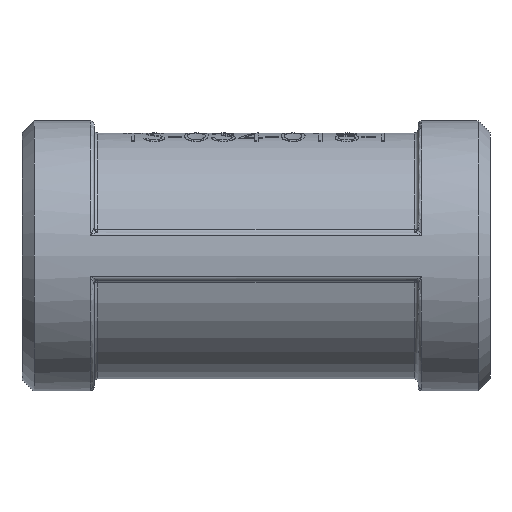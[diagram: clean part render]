
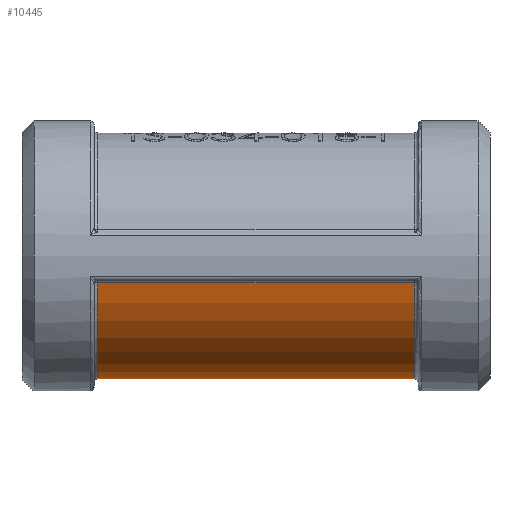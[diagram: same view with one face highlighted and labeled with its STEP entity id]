
A CAD part, front view. The second image highlights one B-rep face of the part: STEP entity #10445.
In plain terms, the highlighted cylindrical face has radius 10.25 mm (diameter 20.5 mm), a partial arc.
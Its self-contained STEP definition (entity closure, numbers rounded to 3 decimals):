
#56 = B_SPLINE_CURVE_WITH_KNOTS ( 'NONE', 3,
 ( #20338, #20339, #20348, #20355, #20323, #20351, #20360 ),
 .UNSPECIFIED., .F., .F.,
 ( 4, 1, 1, 1, 4 ),
 ( 0., 0.286, 0.571, 0.857, 1. ),
 .UNSPECIFIED. ) ;
#120 = B_SPLINE_CURVE_WITH_KNOTS ( 'NONE', 3,
 ( #20650, #20668, #20665, #20655, #20651, #20662 ),
 .UNSPECIFIED., .F., .F.,
 ( 4, 1, 1, 4 ),
 ( 0., 0.286, 0.571, 1. ),
 .UNSPECIFIED. ) ;
#572 = VERTEX_POINT ( 'NONE', #25031 ) ;
#578 = VERTEX_POINT ( 'NONE', #25053 ) ;
#579 = VERTEX_POINT ( 'NONE', #25033 ) ;
#585 = VERTEX_POINT ( 'NONE', #25054 ) ;
#599 = VERTEX_POINT ( 'NONE', #24984 ) ;
#606 = VERTEX_POINT ( 'NONE', #25020 ) ;
#2203 = VERTEX_POINT ( 'NONE', #25301 ) ;
#2464 = EDGE_LOOP ( 'NONE', ( #2529, #2593, #2613, #2603, #2623, #2614, #2597 ) ) ;
#2529 = ORIENTED_EDGE ( 'NONE', *, *, #10036, .F. ) ;
#2593 = ORIENTED_EDGE ( 'NONE', *, *, #10004, .F. ) ;
#2597 = ORIENTED_EDGE ( 'NONE', *, *, #9944, .F. ) ;
#2603 = ORIENTED_EDGE ( 'NONE', *, *, #9974, .F. ) ;
#2613 = ORIENTED_EDGE ( 'NONE', *, *, #10021, .F. ) ;
#2614 = ORIENTED_EDGE ( 'NONE', *, *, #9991, .F. ) ;
#2623 = ORIENTED_EDGE ( 'NONE', *, *, #10067, .F. ) ;
#7906 = VECTOR ( 'NONE', #20250, 1000. ) ;
#7912 = VECTOR ( 'NONE', #20164, 1000. ) ;
#7958 = CIRCLE ( 'NONE', #7977, 10.25 ) ;
#7977 = AXIS2_PLACEMENT_3D ( 'NONE', #20531, #20515, #20521 ) ;
#7986 = CIRCLE ( 'NONE', #7994, 10.25 ) ;
#7994 = AXIS2_PLACEMENT_3D ( 'NONE', #20462, #20465, #20485 ) ;
#8002 = VECTOR ( 'NONE', #20408, 1000. ) ;
#8402 = AXIS2_PLACEMENT_3D ( 'NONE', #12203, #12234, #12228 ) ;
#9944 = EDGE_CURVE ( 'NONE', #572, #2203, #20100, .T. ) ;
#9974 = EDGE_CURVE ( 'NONE', #579, #585, #20248, .T. ) ;
#9991 = EDGE_CURVE ( 'NONE', #2203, #599, #56, .T. ) ;
#10004 = EDGE_CURVE ( 'NONE', #578, #606, #20375, .T. ) ;
#10021 = EDGE_CURVE ( 'NONE', #585, #578, #7986, .T. ) ;
#10036 = EDGE_CURVE ( 'NONE', #606, #572, #7958, .T. ) ;
#10067 = EDGE_CURVE ( 'NONE', #599, #579, #120, .T. ) ;
#10445 = ADVANCED_FACE ( 'NONE', ( #12201 ), #12236, .T. ) ;
#12201 = FACE_OUTER_BOUND ( 'NONE', #2464, .T. ) ;
#12203 = CARTESIAN_POINT ( 'NONE',  ( 0., 0., 0. ) ) ;
#12228 = DIRECTION ( 'NONE',  ( 0., -1., 0. ) ) ;
#12234 = DIRECTION ( 'NONE',  ( 1., 0., 0. ) ) ;
#12236 = CYLINDRICAL_SURFACE ( 'NONE', #8402, 10.25 ) ;
#20100 = LINE ( 'NONE', #20161, #7912 ) ;
#20161 = CARTESIAN_POINT ( 'NONE',  ( 0., 10.003, -2.235 ) ) ;
#20164 = DIRECTION ( 'NONE',  ( -1., 0., 0. ) ) ;
#20227 = CARTESIAN_POINT ( 'NONE',  ( 0., 10.003, -2.235 ) ) ;
#20248 = LINE ( 'NONE', #20227, #7906 ) ;
#20250 = DIRECTION ( 'NONE',  ( -1., 0., 0. ) ) ;
#20323 = CARTESIAN_POINT ( 'NONE',  ( 2.494, 7.1, -7.399 ) ) ;
#20338 = CARTESIAN_POINT ( 'NONE',  ( 9.312, 10.003, -2.235 ) ) ;
#20339 = CARTESIAN_POINT ( 'NONE',  ( 8.952, 9.802, -3.134 ) ) ;
#20348 = CARTESIAN_POINT ( 'NONE',  ( 7.811, 9.177, -4.771 ) ) ;
#20351 = CARTESIAN_POINT ( 'NONE',  ( 0.622, 6.941, -7.542 ) ) ;
#20355 = CARTESIAN_POINT ( 'NONE',  ( 5.247, 7.964, -6.539 ) ) ;
#20360 = CARTESIAN_POINT ( 'NONE',  ( 0., 6.941, -7.542 ) ) ;
#20375 = LINE ( 'NONE', #20406, #8002 ) ;
#20406 = CARTESIAN_POINT ( 'NONE',  ( 0., -10.003, -2.235 ) ) ;
#20408 = DIRECTION ( 'NONE',  ( 1., 0., 0. ) ) ;
#20462 = CARTESIAN_POINT ( 'NONE',  ( -13.2, 0., 0. ) ) ;
#20465 = DIRECTION ( 'NONE',  ( -1., 0., 0. ) ) ;
#20485 = DIRECTION ( 'NONE',  ( 0., 0., -1. ) ) ;
#20515 = DIRECTION ( 'NONE',  ( 1., 0., 0. ) ) ;
#20521 = DIRECTION ( 'NONE',  ( 0., 0., -1. ) ) ;
#20531 = CARTESIAN_POINT ( 'NONE',  ( 13.2, 0., 0. ) ) ;
#20650 = CARTESIAN_POINT ( 'NONE',  ( 0., 6.941, -7.542 ) ) ;
#20651 = CARTESIAN_POINT ( 'NONE',  ( -8.771, 9.702, -3.584 ) ) ;
#20655 = CARTESIAN_POINT ( 'NONE',  ( -7.103, 8.783, -5.51 ) ) ;
#20662 = CARTESIAN_POINT ( 'NONE',  ( -9.312, 10.003, -2.235 ) ) ;
#20665 = CARTESIAN_POINT ( 'NONE',  ( -3.692, 7.383, -7.154 ) ) ;
#20668 = CARTESIAN_POINT ( 'NONE',  ( -1.245, 6.941, -7.542 ) ) ;
#24984 = CARTESIAN_POINT ( 'NONE',  ( 0., 6.941, -7.542 ) ) ;
#25020 = CARTESIAN_POINT ( 'NONE',  ( 13.2, -10.003, -2.235 ) ) ;
#25031 = CARTESIAN_POINT ( 'NONE',  ( 13.2, 10.003, -2.235 ) ) ;
#25033 = CARTESIAN_POINT ( 'NONE',  ( -9.312, 10.003, -2.235 ) ) ;
#25053 = CARTESIAN_POINT ( 'NONE',  ( -13.2, -10.003, -2.235 ) ) ;
#25054 = CARTESIAN_POINT ( 'NONE',  ( -13.2, 10.003, -2.235 ) ) ;
#25301 = CARTESIAN_POINT ( 'NONE',  ( 9.312, 10.003, -2.235 ) ) ;
